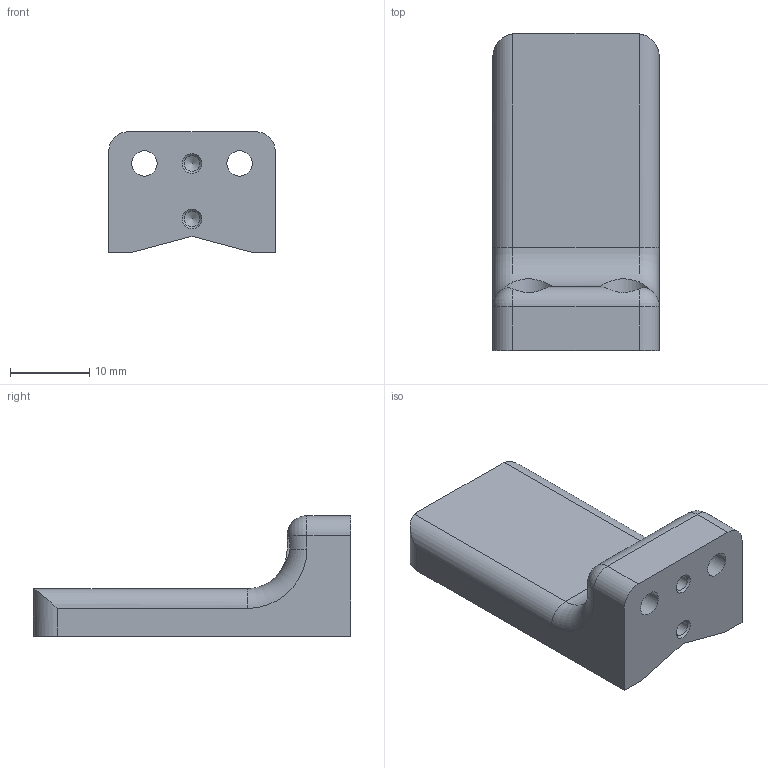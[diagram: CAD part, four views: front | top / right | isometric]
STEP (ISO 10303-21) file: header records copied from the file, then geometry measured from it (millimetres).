
FILE_DESCRIPTION (( 'STEP AP203' ), '1' );
FILE_NAME ('D-017-DOIGT_VGROOVE.STEP', '2018-10-26T13:48:15', ( '' ), ( '' ), 'SwSTEP 2.0', 'SolidWorks 2017', '' );
FILE_SCHEMA (( 'CONFIG_CONTROL_DESIGN' ));
Length unit declared in the file: millimetre
Products named in the file (1): D-017-DOIGT_VGROOVE
Bounding box: 21 x 40 x 15.2 mm (x, y, z)
Volume: 5625.8 mm3; surface area: 2982.2 mm2
Topology: 1 solids, 1 shells, 37 faces, 95 edges, 60 vertices
Faces by surface type: cylinder 16, plane 13, cone 4, torus 2, sphere 2
Full cylindrical faces by diameter (mm): 2 x2, 3.2 x2, 6.5 x2
Entity records: 1252 total; most frequent: CARTESIAN_POINT 329, DIRECTION 179, ORIENTED_EDGE 162, EDGE_CURVE 81, AXIS2_PLACEMENT_3D 72, VERTEX_POINT 56, EDGE_LOOP 51, FACE_OUTER_BOUND 43
